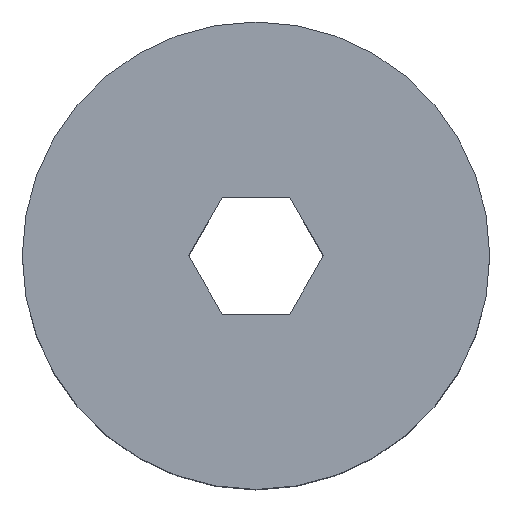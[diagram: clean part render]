
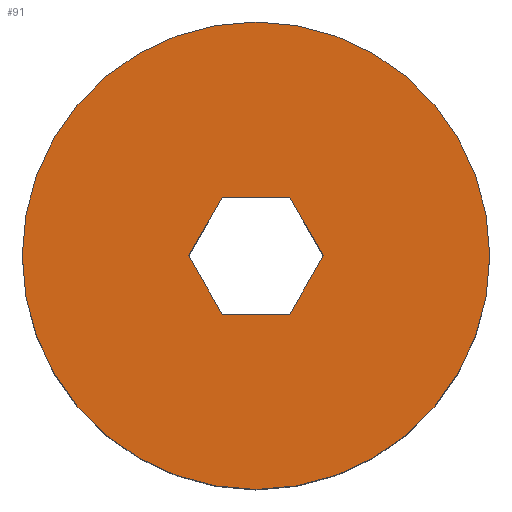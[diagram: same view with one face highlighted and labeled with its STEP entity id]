
A CAD part, top view. The second image highlights one B-rep face of the part: STEP entity #91.
In plain terms, the highlighted planar face has unit normal (0, 0, 1).
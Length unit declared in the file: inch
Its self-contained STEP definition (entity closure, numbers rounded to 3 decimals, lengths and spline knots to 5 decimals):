
#6 = DIRECTION ( 'NONE',  ( -0.5, -0.866, 0. ) ) ;
#9 = EDGE_CURVE ( 'NONE', #252, #264, #224, .T. ) ;
#11 = CARTESIAN_POINT ( 'NONE',  ( -0.05683, 0.09843, 0.5 ) ) ;
#18 = LINE ( 'NONE', #11, #197 ) ;
#20 = DIRECTION ( 'NONE',  ( -0.5, 0.866, 0. ) ) ;
#22 = CARTESIAN_POINT ( 'NONE',  ( 0.11365, 0., 0.5 ) ) ;
#27 = EDGE_CURVE ( 'NONE', #264, #246, #216, .T. ) ;
#32 = EDGE_CURVE ( 'NONE', #167, #167, #46, .T. ) ;
#43 = ORIENTED_EDGE ( 'NONE', *, *, #44, .F. ) ;
#44 = EDGE_CURVE ( 'NONE', #247, #255, #165, .T. ) ;
#46 = CIRCLE ( 'NONE', #70, 0.3937 ) ;
#48 = VECTOR ( 'NONE', #20, 39.37008 ) ;
#49 = EDGE_LOOP ( 'NONE', ( #235, #297, #275, #288, #301, #43 ) ) ;
#50 = VECTOR ( 'NONE', #221, 39.37008 ) ;
#53 = CARTESIAN_POINT ( 'NONE',  ( 0.11365, 0., 0.5 ) ) ;
#57 = VECTOR ( 'NONE', #155, 39.37008 ) ;
#62 = EDGE_CURVE ( 'NONE', #246, #232, #106, .T. ) ;
#69 = LINE ( 'NONE', #22, #48 ) ;
#70 = AXIS2_PLACEMENT_3D ( 'NONE', #208, #207, #205 ) ;
#72 = DIRECTION ( 'NONE',  ( 1., 0., 0. ) ) ;
#75 = DIRECTION ( 'NONE',  ( 0., 0., 1. ) ) ;
#76 = CARTESIAN_POINT ( 'NONE',  ( 0., 0., 0.5 ) ) ;
#78 = PLANE ( 'NONE',  #300 ) ;
#79 = FACE_BOUND ( 'NONE', #49, .T. ) ;
#80 = FACE_OUTER_BOUND ( 'NONE', #239, .T. ) ;
#91 = ADVANCED_FACE ( 'NONE', ( #80, #79 ), #78, .T. ) ;
#104 = DIRECTION ( 'NONE',  ( 0.5, 0.866, 0. ) ) ;
#105 = CARTESIAN_POINT ( 'NONE',  ( 0.05683, -0.09843, 0.5 ) ) ;
#106 = LINE ( 'NONE', #105, #206 ) ;
#114 = CARTESIAN_POINT ( 'NONE',  ( 0.05683, -0.09843, 0.5 ) ) ;
#116 = CARTESIAN_POINT ( 'NONE',  ( 0.05683, 0.09843, 0.5 ) ) ;
#131 = EDGE_CURVE ( 'NONE', #232, #247, #69, .T. ) ;
#155 = DIRECTION ( 'NONE',  ( -1., 0., 0. ) ) ;
#161 = CARTESIAN_POINT ( 'NONE',  ( 0.05683, 0.09843, 0.5 ) ) ;
#164 = CARTESIAN_POINT ( 'NONE',  ( 0.3937, 0., 0.5 ) ) ;
#165 = LINE ( 'NONE', #161, #57 ) ;
#167 = VERTEX_POINT ( 'NONE', #164 ) ;
#179 = CARTESIAN_POINT ( 'NONE',  ( -0.05683, -0.09843, 0.5 ) ) ;
#183 = CARTESIAN_POINT ( 'NONE',  ( -0.05683, 0.09843, 0.5 ) ) ;
#185 = CARTESIAN_POINT ( 'NONE',  ( -0.11365, 0., 0.5 ) ) ;
#197 = VECTOR ( 'NONE', #6, 39.37008 ) ;
#202 = EDGE_CURVE ( 'NONE', #255, #252, #18, .T. ) ;
#205 = DIRECTION ( 'NONE',  ( 1., 0., 0. ) ) ;
#206 = VECTOR ( 'NONE', #104, 39.37008 ) ;
#207 = DIRECTION ( 'NONE',  ( 0., 0., 1. ) ) ;
#208 = CARTESIAN_POINT ( 'NONE',  ( 0., 0., 0.5 ) ) ;
#214 = DIRECTION ( 'NONE',  ( 1., 0., 0. ) ) ;
#215 = CARTESIAN_POINT ( 'NONE',  ( -0.05683, -0.09843, 0.5 ) ) ;
#216 = LINE ( 'NONE', #215, #226 ) ;
#221 = DIRECTION ( 'NONE',  ( 0.5, -0.866, 0. ) ) ;
#222 = CARTESIAN_POINT ( 'NONE',  ( -0.11365, 0., 0.5 ) ) ;
#224 = LINE ( 'NONE', #222, #50 ) ;
#226 = VECTOR ( 'NONE', #214, 39.37008 ) ;
#232 = VERTEX_POINT ( 'NONE', #53 ) ;
#235 = ORIENTED_EDGE ( 'NONE', *, *, #131, .F. ) ;
#239 = EDGE_LOOP ( 'NONE', ( #242 ) ) ;
#242 = ORIENTED_EDGE ( 'NONE', *, *, #32, .T. ) ;
#246 = VERTEX_POINT ( 'NONE', #114 ) ;
#247 = VERTEX_POINT ( 'NONE', #116 ) ;
#252 = VERTEX_POINT ( 'NONE', #185 ) ;
#255 = VERTEX_POINT ( 'NONE', #183 ) ;
#264 = VERTEX_POINT ( 'NONE', #179 ) ;
#275 = ORIENTED_EDGE ( 'NONE', *, *, #27, .F. ) ;
#288 = ORIENTED_EDGE ( 'NONE', *, *, #9, .F. ) ;
#297 = ORIENTED_EDGE ( 'NONE', *, *, #62, .F. ) ;
#300 = AXIS2_PLACEMENT_3D ( 'NONE', #76, #75, #72 ) ;
#301 = ORIENTED_EDGE ( 'NONE', *, *, #202, .F. ) ;
